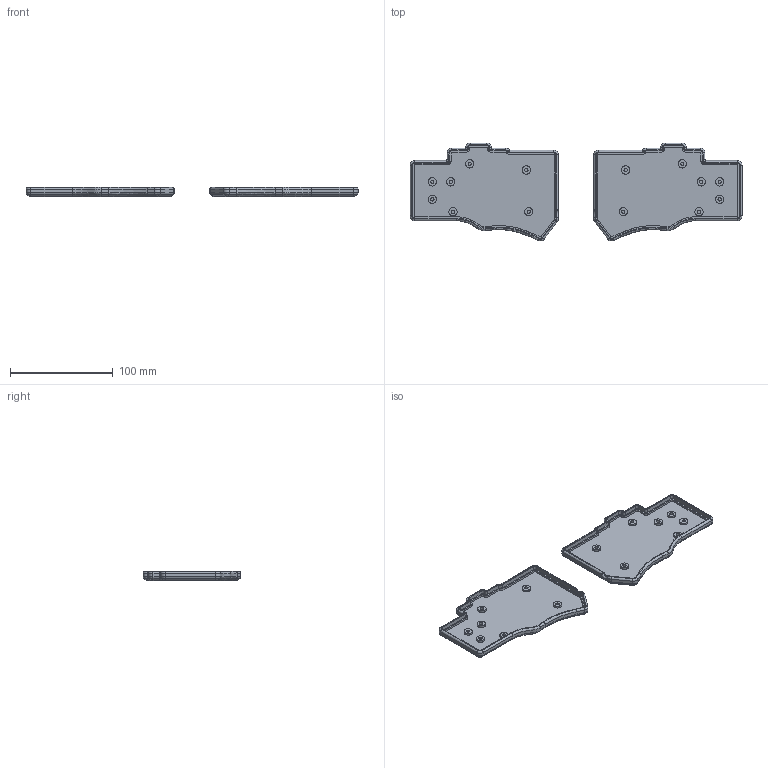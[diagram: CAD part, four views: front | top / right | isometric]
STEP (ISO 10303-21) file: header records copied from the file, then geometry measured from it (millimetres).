
FILE_DESCRIPTION(/* description */ (''),/* implementation_level */ '2;1');
FILE_NAME(/* name */ 'tabulator-trays.step',/* time_stamp */ '2023-07-05T22:29:33+02:00',/* author */ (''),/* organization */ (''),/* preprocessor_version */ 'ST-DEVELOPER v19.2',/* originating_system */ 'Autodesk Translation Framework v12.6.0.85',/* authorisation */ '');
FILE_SCHEMA (('AUTOMOTIVE_DESIGN { 1 0 10303 214 3 1 1 }'));
Length unit declared in the file: millimetre
Products named in the file (1): Trays
Bounding box: 323 x 95.31 x 8.78 mm (x, y, z)
Volume: 75873.7 mm3; surface area: 53987.6 mm2
Topology: 2 solids, 2 shells, 420 faces, 982 edges, 592 vertices
Faces by surface type: plane 156, cylinder 146, bspline 74, torus 30, cone 14
Full cylindrical faces by diameter (mm): 3.25 x14, 8.05 x14
Entity records: 14925 total; most frequent: CARTESIAN_POINT 5551, ORIENTED_EDGE 1956, DIRECTION 1876, EDGE_CURVE 978, AXIS2_PLACEMENT_3D 669, VERTEX_POINT 592, LINE 538, VECTOR 538
